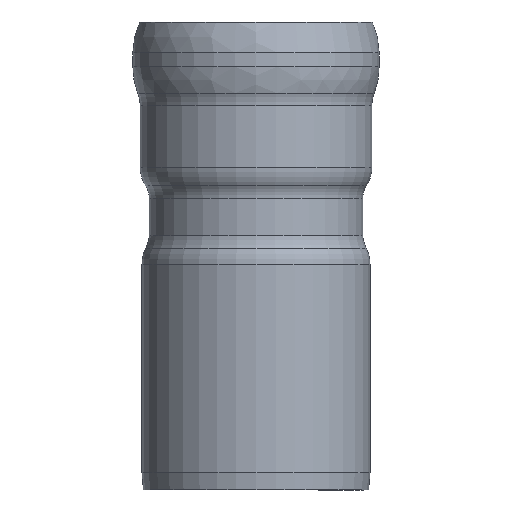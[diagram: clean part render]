
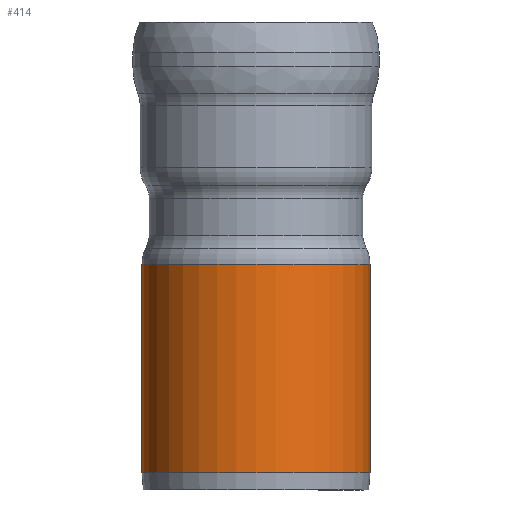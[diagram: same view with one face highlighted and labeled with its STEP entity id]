
A CAD part, front view. The second image highlights one B-rep face of the part: STEP entity #414.
In plain terms, the highlighted cylindrical face has radius 390 mm (diameter 780 mm), a full revolution.
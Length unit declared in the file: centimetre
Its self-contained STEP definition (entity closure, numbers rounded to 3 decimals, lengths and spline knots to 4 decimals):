
#35=LINE('',#784,#45);
#45=VECTOR('',#583,39.);
#55=CYLINDRICAL_SURFACE('',#465,39.);
#70=FACE_OUTER_BOUND('',#96,.T.);
#96=EDGE_LOOP('',(#325,#326,#327,#328,#329));
#136=CIRCLE('',#462,39.);
#138=CIRCLE('',#464,39.);
#139=CIRCLE('',#466,39.);
#184=VERTEX_POINT('',#776);
#185=VERTEX_POINT('',#777);
#186=VERTEX_POINT('',#782);
#233=EDGE_CURVE('',#184,#185,#136,.T.);
#235=EDGE_CURVE('',#185,#184,#138,.T.);
#236=EDGE_CURVE('',#186,#186,#139,.T.);
#237=EDGE_CURVE('',#186,#185,#35,.T.);
#325=ORIENTED_EDGE('',*,*,#236,.F.);
#326=ORIENTED_EDGE('',*,*,#237,.T.);
#327=ORIENTED_EDGE('',*,*,#235,.T.);
#328=ORIENTED_EDGE('',*,*,#233,.T.);
#329=ORIENTED_EDGE('',*,*,#237,.F.);
#414=ADVANCED_FACE('',(#70),#55,.T.);
#462=AXIS2_PLACEMENT_3D('',#778,#573,#574);
#464=AXIS2_PLACEMENT_3D('',#780,#577,#578);
#465=AXIS2_PLACEMENT_3D('',#781,#579,#580);
#466=AXIS2_PLACEMENT_3D('',#783,#581,#582);
#573=DIRECTION('center_axis',(0.,0.,
-1.));
#574=DIRECTION('ref_axis',(1.,0.,0.));
#577=DIRECTION('center_axis',(0.,0.,
-1.));
#578=DIRECTION('ref_axis',(1.,0.,0.));
#579=DIRECTION('center_axis',(0.,0.,
-1.));
#580=DIRECTION('ref_axis',(-1.,0.,0.));
#581=DIRECTION('center_axis',(0.,0.,
-1.));
#582=DIRECTION('ref_axis',(1.,0.,0.));
#583=DIRECTION('',(0.,0.,1.));
#776=CARTESIAN_POINT('',(0.,-39.,77.1672));
#777=CARTESIAN_POINT('',(39.,0.,77.1672));
#778=CARTESIAN_POINT('Origin',(0.,0.,
77.1672));
#780=CARTESIAN_POINT('Origin',(0.,0.,
77.1672));
#781=CARTESIAN_POINT('Origin',(0.,0.,
41.5));
#782=CARTESIAN_POINT('',(39.,0.,5.8328));
#783=CARTESIAN_POINT('Origin',(0.,0.,5.8328));
#784=CARTESIAN_POINT('',(39.,0.,41.5));
